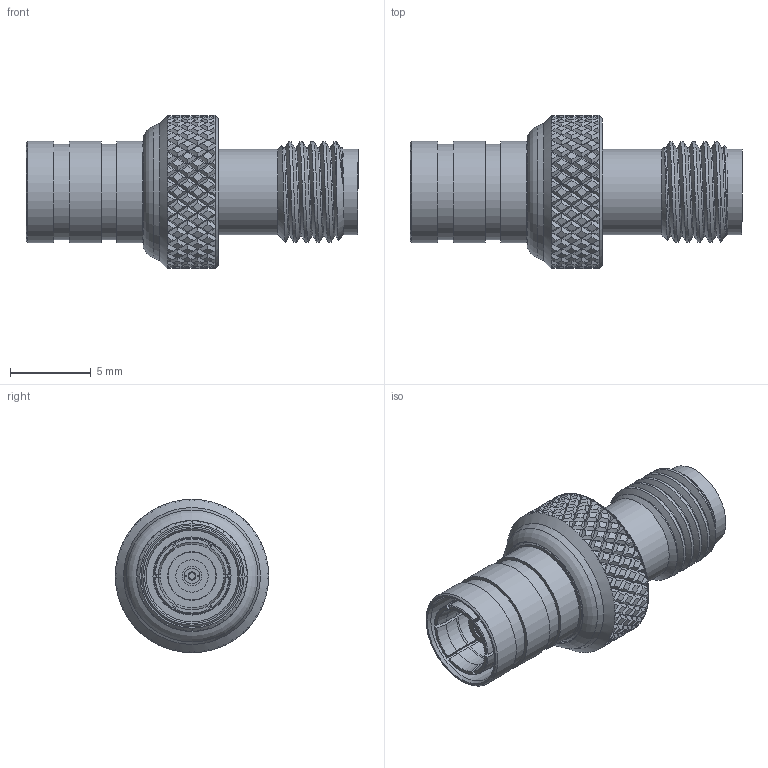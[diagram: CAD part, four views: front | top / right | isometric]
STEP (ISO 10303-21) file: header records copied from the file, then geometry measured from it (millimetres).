
FILE_DESCRIPTION(/* description */ ('Unknown'),/* implementation_level */ '2;1');
FILE_NAME(/* name */ '64403116211000',/* time_stamp */ '2024-03-07T14:16:50+01:00',/* author */ ('Unknown'),/* organization */ ('Unknown'),/* preprocessor_version */ 'ST-DEVELOPER v18.102',/* originating_system */ 'Solid Edge',/* authorisation */ 'Unknown');
FILE_SCHEMA (('AUTOMOTIVE_DESIGN {1 0 10303 214 3 1 1}'));
Length unit declared in the file: millimetre
Products named in the file (1): 64403116211000
Bounding box: 20.59 x 9.5 x 9.5 mm (x, y, z)
Volume: 576.6 mm3; surface area: 1332.4 mm2
Topology: 2 solids, 2 shells, 1325 faces, 3155 edges, 1815 vertices
Faces by surface type: bspline 642, plane 323, cylinder 281, cone 76, torus 3
Full cylindrical faces by diameter (mm): 0.4 x1, 0.96 x1, 1 x1, 1.2 x1, 1.27 x1, 1.28 x1, 2 x1, 2.97 x1, 3 x1, 4.03 x1, 4.064 x1, 4.096 x1, 4.4 x1, 4.5 x1, 4.639 x2, 4.7 x1, 4.8 x1, 5.32 x2, 5.68 x1, 5.688 x1, 5.901 x2, 6.3 x3, 6.87 x1, 9.5 x1
Entity records: 50381 total; most frequent: CARTESIAN_POINT 18111, ORIENTED_EDGE 6176, EDGE_CURVE 3088, DIRECTION 3086, VERTEX_POINT 1792, EDGE_LOOP 1428, FACE_BOUND 1428, ADVANCED_FACE 1323
